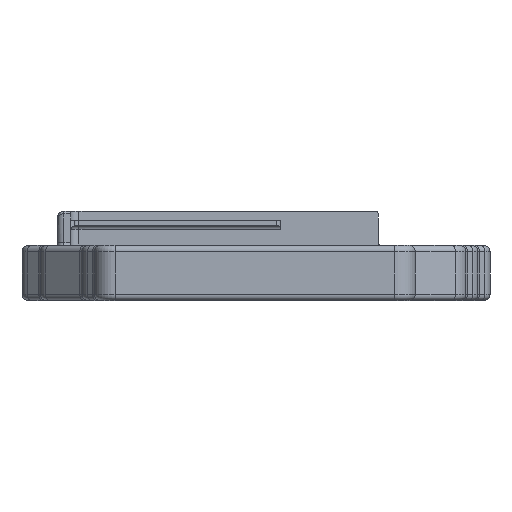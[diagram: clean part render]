
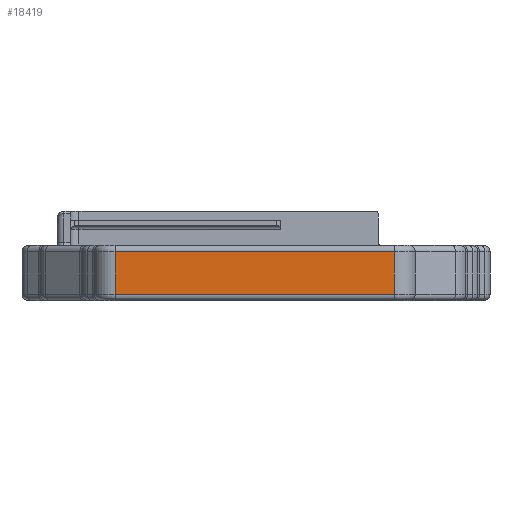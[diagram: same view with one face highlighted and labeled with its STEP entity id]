
A CAD part, left-side view. The second image highlights one B-rep face of the part: STEP entity #18419.
In plain terms, the highlighted planar face has unit normal (-1, 0, 0).
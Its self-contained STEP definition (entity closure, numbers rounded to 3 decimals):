
#411=PLANE('',#20002);
#1215=FACE_OUTER_BOUND('',#2301,.T.);
#2301=EDGE_LOOP('',(#14609,#14610,#14611,#14612));
#2902=LINE('',#27065,#4534);
#2924=LINE('',#27194,#4556);
#3016=LINE('',#27634,#4648);
#3693=LINE('',#30247,#5325);
#4534=VECTOR('',#21225,10.);
#4556=VECTOR('',#21377,10.);
#4648=VECTOR('',#21767,10.);
#5325=VECTOR('',#23988,10.);
#7305=VERTEX_POINT('',#27055);
#7307=VERTEX_POINT('',#27061);
#7350=VERTEX_POINT('',#27192);
#7487=VERTEX_POINT('',#27625);
#9110=EDGE_CURVE('',#7305,#7307,#2902,.T.);
#9175=EDGE_CURVE('',#7305,#7350,#2924,.T.);
#9366=EDGE_CURVE('',#7487,#7350,#3016,.T.);
#10434=EDGE_CURVE('',#7307,#7487,#3693,.T.);
#14609=ORIENTED_EDGE('',*,*,#9110,.F.);
#14610=ORIENTED_EDGE('',*,*,#9175,.T.);
#14611=ORIENTED_EDGE('',*,*,#9366,.F.);
#14612=ORIENTED_EDGE('',*,*,#10434,.F.);
#18419=ADVANCED_FACE('',(#1215),#411,.T.);
#20002=AXIS2_PLACEMENT_3D('',#30246,#23986,#23987);
#21225=DIRECTION('',(0.,1.,0.));
#21377=DIRECTION('',(0.,0.,1.));
#21767=DIRECTION('',(0.,-1.,0.));
#23986=DIRECTION('center_axis',(-1.,0.,0.));
#23987=DIRECTION('ref_axis',(0.,-1.,0.));
#23988=DIRECTION('',(0.,0.,1.));
#27055=CARTESIAN_POINT('',(-142.2,16.193,1.2));
#27061=CARTESIAN_POINT('',(-142.2,69.593,1.2));
#27065=CARTESIAN_POINT('',(-142.2,56.118,1.2));
#27192=CARTESIAN_POINT('',(-142.2,16.193,9.4));
#27194=CARTESIAN_POINT('',(-142.2,16.193,0.));
#27625=CARTESIAN_POINT('',(-142.2,69.593,9.4));
#27634=CARTESIAN_POINT('',(-142.2,56.118,9.4));
#30246=CARTESIAN_POINT('Origin',(-142.2,69.593,0.));
#30247=CARTESIAN_POINT('',(-142.2,69.593,0.));
